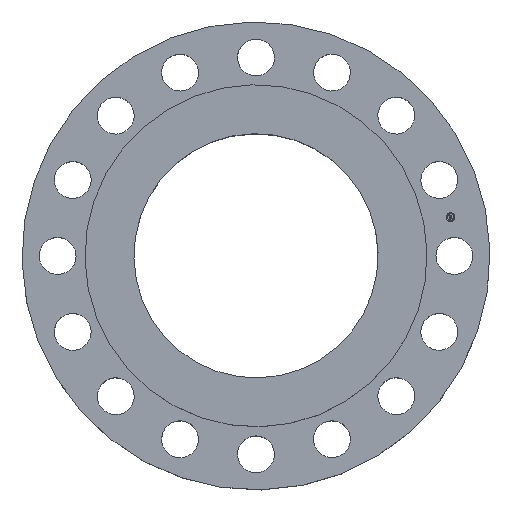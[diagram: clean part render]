
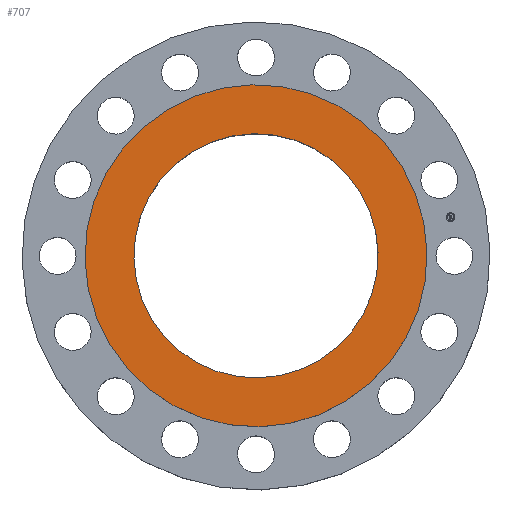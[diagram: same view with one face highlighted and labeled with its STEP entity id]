
A CAD part, top view. The second image highlights one B-rep face of the part: STEP entity #707.
In plain terms, the highlighted planar face has unit normal (0, 0, 1).
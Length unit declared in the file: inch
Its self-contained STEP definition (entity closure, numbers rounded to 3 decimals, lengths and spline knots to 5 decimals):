
#651=AXIS2_PLACEMENT_3D('Circle Axis2P3D',#649,#650,$) ;
#670=AXIS2_PLACEMENT_3D('Circle Axis2P3D',#668,#669,$) ;
#683=AXIS2_PLACEMENT_3D('Plane Axis2P3D',#680,#681,#682) ;
#691=AXIS2_PLACEMENT_3D('Circle Axis2P3D',#689,#690,$) ;
#700=AXIS2_PLACEMENT_3D('Circle Axis2P3D',#698,#699,$) ;
#646=CARTESIAN_POINT('Vertex',(8.05914,14.75216,15.75)) ;
#649=CARTESIAN_POINT('Axis2P3D Location',(0.,0.,15.75)) ;
#653=CARTESIAN_POINT('Vertex',(-8.05914,-14.75216,15.75)) ;
#668=CARTESIAN_POINT('Axis2P3D Location',(0.,0.,15.75)) ;
#680=CARTESIAN_POINT('Axis2P3D Location',(0.,16.81,15.75)) ;
#689=CARTESIAN_POINT('Axis2P3D Location',(0.,0.,15.75)) ;
#693=CARTESIAN_POINT('Vertex',(-5.75311,-10.53099,15.75)) ;
#695=CARTESIAN_POINT('Vertex',(5.75311,10.53099,15.75)) ;
#698=CARTESIAN_POINT('Axis2P3D Location',(0.,0.,15.75)) ;
#650=DIRECTION('Axis2P3D Direction',(0.,0.,-0.039)) ;
#669=DIRECTION('Axis2P3D Direction',(0.,0.,-0.039)) ;
#681=DIRECTION('Axis2P3D Direction',(0.,0.,-0.039)) ;
#682=DIRECTION('Axis2P3D XDirection',(0.039,0.,0.)) ;
#690=DIRECTION('Axis2P3D Direction',(0.,0.,-0.039)) ;
#699=DIRECTION('Axis2P3D Direction',(0.,0.,-0.039)) ;
#686=ORIENTED_EDGE('',*,*,#655,.F.) ;
#687=ORIENTED_EDGE('',*,*,#672,.F.) ;
#704=ORIENTED_EDGE('',*,*,#697,.T.) ;
#705=ORIENTED_EDGE('',*,*,#702,.T.) ;
#706=FACE_BOUND('',#703,.T.) ;
#707=ADVANCED_FACE('PartBody',(#688,#706),#684,.F.) ;
#652=CIRCLE('generated circle',#651,16.81) ;
#671=CIRCLE('generated circle',#670,16.81) ;
#692=CIRCLE('generated circle',#691,12.) ;
#701=CIRCLE('generated circle',#700,12.) ;
#655=EDGE_CURVE('',#647,#654,#652,.T.) ;
#672=EDGE_CURVE('',#654,#647,#671,.T.) ;
#697=EDGE_CURVE('',#694,#696,#692,.T.) ;
#702=EDGE_CURVE('',#696,#694,#701,.T.) ;
#685=EDGE_LOOP('',(#686,#687)) ;
#703=EDGE_LOOP('',(#704,#705)) ;
#688=FACE_OUTER_BOUND('',#685,.T.) ;
#684=PLANE('',#683) ;
#647=VERTEX_POINT('',#646) ;
#654=VERTEX_POINT('',#653) ;
#694=VERTEX_POINT('',#693) ;
#696=VERTEX_POINT('',#695) ;
